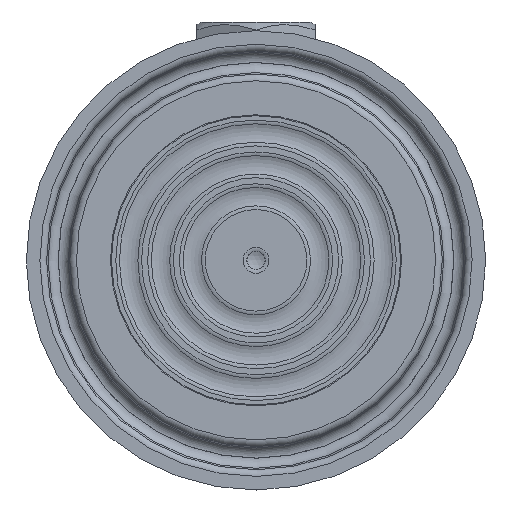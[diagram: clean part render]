
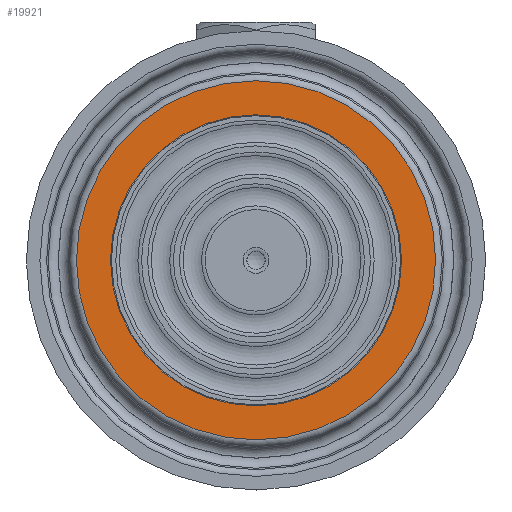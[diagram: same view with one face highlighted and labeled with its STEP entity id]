
A CAD part, left-side view. The second image highlights one B-rep face of the part: STEP entity #19921.
In plain terms, the highlighted planar face has unit normal (-1, 0, 0).
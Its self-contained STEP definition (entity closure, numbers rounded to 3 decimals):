
#269=FACE_BOUND('',#3265,.T.);
#958=PLANE('',#21320);
#2079=FACE_OUTER_BOUND('',#3264,.T.);
#3264=EDGE_LOOP('',(#18311));
#3265=EDGE_LOOP('',(#18312));
#3976=CIRCLE('',#21315,16.);
#3979=CIRCLE('',#21321,19.742);
#9255=VERTEX_POINT('',#63343);
#9257=VERTEX_POINT('',#63352);
#12284=EDGE_CURVE('',#9255,#9255,#3976,.T.);
#12288=EDGE_CURVE('',#9257,#9257,#3979,.T.);
#18311=ORIENTED_EDGE('',*,*,#12288,.F.);
#18312=ORIENTED_EDGE('',*,*,#12284,.T.);
#19921=ADVANCED_FACE('',(#2079,#269),#958,.T.);
#21315=AXIS2_PLACEMENT_3D('',#63344,#24891,#24892);
#21320=AXIS2_PLACEMENT_3D('',#63351,#24902,#24903);
#21321=AXIS2_PLACEMENT_3D('',#63353,#24904,#24905);
#24891=DIRECTION('center_axis',(1.,0.,0.));
#24892=DIRECTION('ref_axis',(0.,1.,0.));
#24902=DIRECTION('center_axis',(-1.,0.,0.));
#24903=DIRECTION('ref_axis',(0.,0.,1.));
#24904=DIRECTION('center_axis',(1.,0.,0.));
#24905=DIRECTION('ref_axis',(0.,0.,-1.));
#63343=CARTESIAN_POINT('',(0.,-16.,0.));
#63344=CARTESIAN_POINT('Origin',(0.,0.,
0.));
#63351=CARTESIAN_POINT('Origin',(0.,19.742,
0.));
#63352=CARTESIAN_POINT('',(0.,0.,19.742));
#63353=CARTESIAN_POINT('Origin',(0.,0.,0.));
